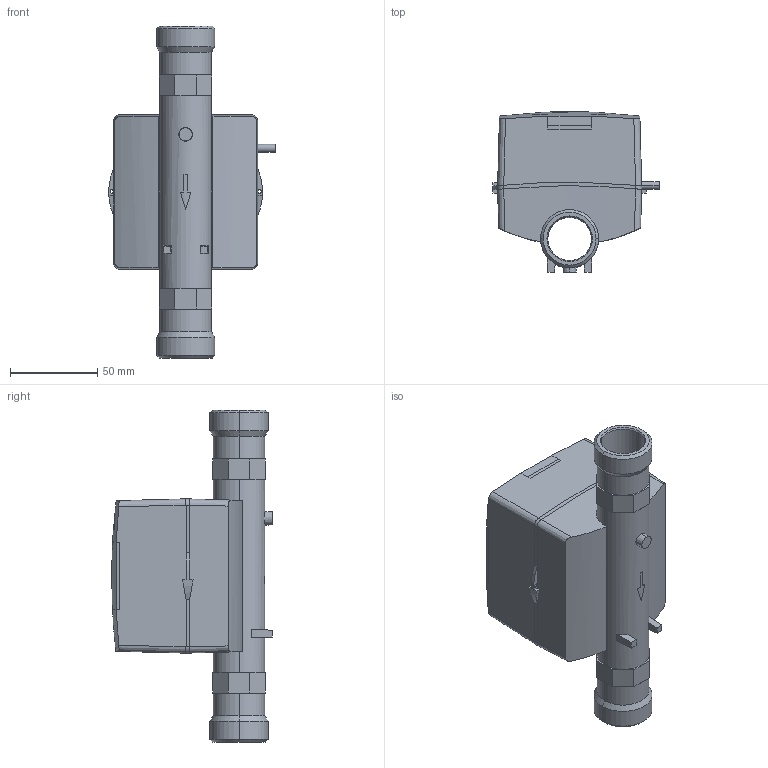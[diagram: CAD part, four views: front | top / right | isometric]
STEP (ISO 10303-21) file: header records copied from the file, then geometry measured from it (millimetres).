
FILE_DESCRIPTION (( 'STEP AP214' ), '1' );
FILE_NAME ('HYDRUS2_HWZ__DN20_BL190mm-214.step', '2021-01-07T09:03:56', ( '' ), ( '' ), 'SwSTEP 2.0', 'SolidWorks 2018', '' );
FILE_SCHEMA (( 'AUTOMOTIVE_DESIGN' ));
Length unit declared in the file: millimetre
Products named in the file (3): HYDRUS2_HWZ__DN20_BL190mm-214; 10000082479_SWP_000_DN20_BL190mm; 10000082480_SWP_000_DN20
Assembly tree (2 placements, depth 2):
  HYDRUS2_HWZ__DN20_BL190mm-214
    10000082479_SWP_000_DN20_BL190mm
    10000082480_SWP_000_DN20
Bounding box: 95.18 x 91.82 x 190 mm (x, y, z)
Volume: 513425.1 mm3; surface area: 72045 mm2
Topology: 3 solids, 3 shells, 127 faces, 371 edges, 263 vertices
Faces by surface type: plane 62, cylinder 28, bspline 23, cone 14
Entity records: 5454 total; most frequent: CARTESIAN_POINT 2223, ORIENTED_EDGE 742, DIRECTION 485, EDGE_CURVE 371, VERTEX_POINT 263, LINE 163, VECTOR 163, AXIS2_PLACEMENT_3D 161
